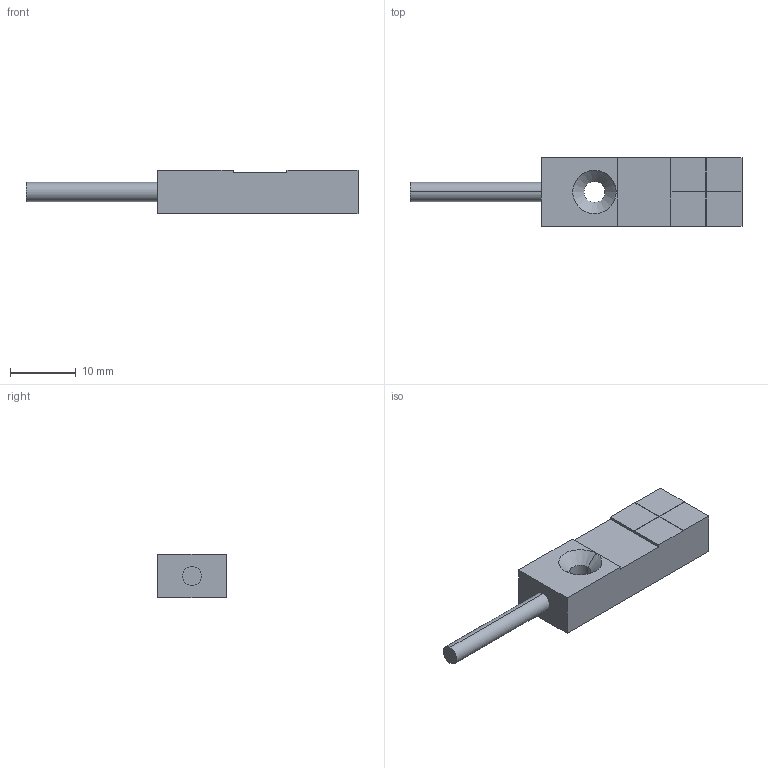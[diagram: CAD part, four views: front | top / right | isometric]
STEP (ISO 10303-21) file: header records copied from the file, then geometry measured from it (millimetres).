
FILE_DESCRIPTION (( 'STEP AP203' ), '1' );
FILE_NAME ('E10-B.STEP', '2018-09-25T07:57:03', ( 'XiaZaiMa.COM' ), ( 'Win10NeT.COM' ), 'SwSTEP 2.0', 'SolidWorks 2016', '' );
FILE_SCHEMA (( 'CONFIG_CONTROL_DESIGN' ));
Length unit declared in the file: millimetre
Products named in the file (1): E10-B
Bounding box: 50.5 x 10.4 x 6.6 mm (x, y, z)
Volume: 2118.7 mm3; surface area: 1404.3 mm2
Topology: 1 solids, 1 shells, 29 faces, 76 edges, 50 vertices
Faces by surface type: plane 23, cylinder 4, cone 2
Entity records: 965 total; most frequent: CARTESIAN_POINT 156, ORIENTED_EDGE 152, DIRECTION 146, EDGE_CURVE 76, VECTOR 66, LINE 66, VERTEX_POINT 50, AXIS2_PLACEMENT_3D 40
